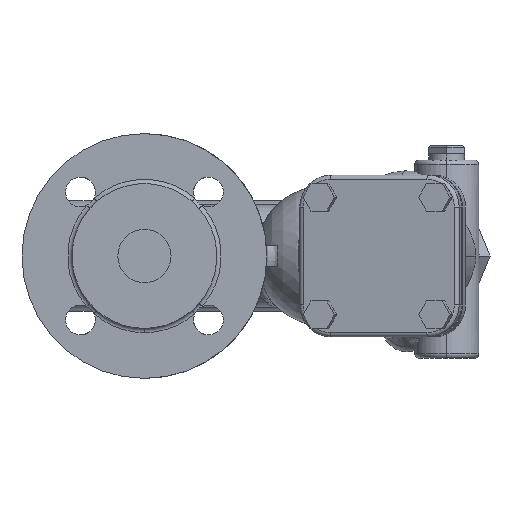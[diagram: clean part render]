
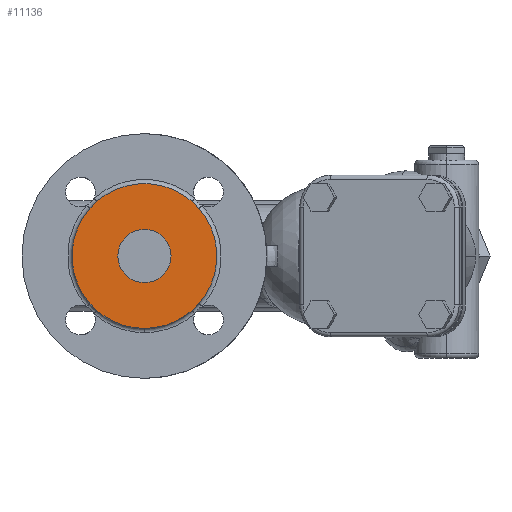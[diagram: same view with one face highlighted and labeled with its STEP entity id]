
A CAD part, left-side view. The second image highlights one B-rep face of the part: STEP entity #11136.
In plain terms, the highlighted planar face has unit normal (-1, 0, 0).
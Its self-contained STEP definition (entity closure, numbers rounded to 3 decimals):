
#2610 = EDGE_CURVE ( 'NONE', #17052, #16626, #15524, .T. ) ;
#2759 = EDGE_CURVE ( 'NONE', #17056, #17057, #15679, .T. ) ;
#2765 = EDGE_CURVE ( 'NONE', #17027, #17052, #15683, .T. ) ;
#2857 = EDGE_CURVE ( 'NONE', #17057, #17056, #15773, .T. ) ;
#2858 = EDGE_CURVE ( 'NONE', #16632, #16631, #15774, .T. ) ;
#2859 = EDGE_CURVE ( 'NONE', #16626, #16632, #15775, .T. ) ;
#2860 = EDGE_CURVE ( 'NONE', #16630, #16629, #15776, .T. ) ;
#2861 = EDGE_CURVE ( 'NONE', #16628, #16627, #15778, .T. ) ;
#2862 = EDGE_CURVE ( 'NONE', #16629, #16628, #15779, .T. ) ;
#2863 = EDGE_CURVE ( 'NONE', #16627, #17027, #15780, .T. ) ;
#2865 = EDGE_CURVE ( 'NONE', #16631, #16630, #15784, .T. ) ;
#3684 = CARTESIAN_POINT ( 'NONE',  ( -58., 0., 0. ) ) ;
#3685 = PLANE ( 'NONE',  #12373 ) ;
#3687 = DIRECTION ( 'NONE',  ( 1., 0., 0. ) ) ;
#3688 = DIRECTION ( 'NONE',  ( 0., 0., -1. ) ) ;
#5752 = EDGE_LOOP ( 'NONE', ( #13150, #13164, #13168, #13161, #13158, #13160, #13170, #13181, #13185 ) ) ;
#5753 = EDGE_LOOP ( 'NONE', ( #13184, #13183 ) ) ;
#6797 = CARTESIAN_POINT ( 'NONE',  ( -58., 0., 0. ) ) ;
#6814 = DIRECTION ( 'NONE',  ( 1., 0., 0. ) ) ;
#6816 = DIRECTION ( 'NONE',  ( 0., 0., -1. ) ) ;
#6883 = CARTESIAN_POINT ( 'NONE',  ( -58., 0., 0. ) ) ;
#6886 = DIRECTION ( 'NONE',  ( 1., 0., 0. ) ) ;
#6887 = DIRECTION ( 'NONE',  ( 0., 0., -1. ) ) ;
#8980 = CARTESIAN_POINT ( 'NONE',  ( -58., 0., 0. ) ) ;
#8981 = DIRECTION ( 'NONE',  ( 1., 0., 0. ) ) ;
#8982 = DIRECTION ( 'NONE',  ( 0., 0., -1. ) ) ;
#11136 = ADVANCED_FACE ( 'NONE', ( #16376, #16391 ), #3685, .F. ) ;
#11397 = CARTESIAN_POINT ( 'NONE',  ( -58., 0., 0. ) ) ;
#11400 = CARTESIAN_POINT ( 'NONE',  ( -58., 0., 0. ) ) ;
#11403 = CARTESIAN_POINT ( 'NONE',  ( -58., 0., 0. ) ) ;
#11404 = DIRECTION ( 'NONE',  ( 1., 0., 0. ) ) ;
#11405 = DIRECTION ( 'NONE',  ( 0., 0., -1. ) ) ;
#11406 = CARTESIAN_POINT ( 'NONE',  ( -58., 0., 0. ) ) ;
#11407 = DIRECTION ( 'NONE',  ( 1., 0., 0. ) ) ;
#11408 = DIRECTION ( 'NONE',  ( 0., 0., -1. ) ) ;
#11409 = CARTESIAN_POINT ( 'NONE',  ( -58., 0., 0. ) ) ;
#11410 = DIRECTION ( 'NONE',  ( 1., 0., 0. ) ) ;
#11411 = DIRECTION ( 'NONE',  ( 0., 0., -1. ) ) ;
#11412 = CARTESIAN_POINT ( 'NONE',  ( -58., 0., 0. ) ) ;
#11413 = DIRECTION ( 'NONE',  ( 1., 0., 0. ) ) ;
#11414 = DIRECTION ( 'NONE',  ( 0., 0., -1. ) ) ;
#11415 = CARTESIAN_POINT ( 'NONE',  ( -58., 0., 0. ) ) ;
#11416 = DIRECTION ( 'NONE',  ( 1., 0., 0. ) ) ;
#11417 = DIRECTION ( 'NONE',  ( 0., 0., -1. ) ) ;
#11419 = DIRECTION ( 'NONE',  ( 1., 0., 0. ) ) ;
#11420 = DIRECTION ( 'NONE',  ( 0., 0., -1. ) ) ;
#11421 = CARTESIAN_POINT ( 'NONE',  ( -58., 0., 0. ) ) ;
#11422 = DIRECTION ( 'NONE',  ( 1., 0., 0. ) ) ;
#11423 = DIRECTION ( 'NONE',  ( 0., 0., -1. ) ) ;
#11428 = DIRECTION ( 'NONE',  ( 1., 0., 0. ) ) ;
#11429 = DIRECTION ( 'NONE',  ( 0., 0., -1. ) ) ;
#12042 = AXIS2_PLACEMENT_3D ( 'NONE', #8980, #8981, #8982 ) ;
#12110 = AXIS2_PLACEMENT_3D ( 'NONE', #6797, #6814, #6816 ) ;
#12111 = AXIS2_PLACEMENT_3D ( 'NONE', #6883, #6886, #6887 ) ;
#12165 = AXIS2_PLACEMENT_3D ( 'NONE', #11397, #11404, #11405 ) ;
#12166 = AXIS2_PLACEMENT_3D ( 'NONE', #11400, #11407, #11408 ) ;
#12167 = AXIS2_PLACEMENT_3D ( 'NONE', #11403, #11410, #11411 ) ;
#12168 = AXIS2_PLACEMENT_3D ( 'NONE', #11406, #11413, #11414 ) ;
#12169 = AXIS2_PLACEMENT_3D ( 'NONE', #11409, #11416, #11417 ) ;
#12170 = AXIS2_PLACEMENT_3D ( 'NONE', #11412, #11419, #11420 ) ;
#12171 = AXIS2_PLACEMENT_3D ( 'NONE', #11415, #11422, #11423 ) ;
#12173 = AXIS2_PLACEMENT_3D ( 'NONE', #11421, #11428, #11429 ) ;
#12373 = AXIS2_PLACEMENT_3D ( 'NONE', #3684, #3687, #3688 ) ;
#13150 = ORIENTED_EDGE ( 'NONE', *, *, #2610, .F. ) ;
#13158 = ORIENTED_EDGE ( 'NONE', *, *, #2862, .F. ) ;
#13160 = ORIENTED_EDGE ( 'NONE', *, *, #2860, .F. ) ;
#13161 = ORIENTED_EDGE ( 'NONE', *, *, #2861, .F. ) ;
#13164 = ORIENTED_EDGE ( 'NONE', *, *, #2765, .F. ) ;
#13168 = ORIENTED_EDGE ( 'NONE', *, *, #2863, .F. ) ;
#13170 = ORIENTED_EDGE ( 'NONE', *, *, #2865, .F. ) ;
#13181 = ORIENTED_EDGE ( 'NONE', *, *, #2858, .F. ) ;
#13183 = ORIENTED_EDGE ( 'NONE', *, *, #2857, .T. ) ;
#13184 = ORIENTED_EDGE ( 'NONE', *, *, #2759, .T. ) ;
#13185 = ORIENTED_EDGE ( 'NONE', *, *, #2859, .F. ) ;
#14054 = CARTESIAN_POINT ( 'NONE',  ( -58., 25.585, -22.393 ) ) ;
#14055 = CARTESIAN_POINT ( 'NONE',  ( -58., -22.393, -25.585 ) ) ;
#14056 = CARTESIAN_POINT ( 'NONE',  ( -58., -25.585, -22.393 ) ) ;
#14057 = CARTESIAN_POINT ( 'NONE',  ( -58., -25.585, 22.393 ) ) ;
#14058 = CARTESIAN_POINT ( 'NONE',  ( -58., -22.393, 25.585 ) ) ;
#14059 = CARTESIAN_POINT ( 'NONE',  ( -58., 22.393, 25.585 ) ) ;
#14060 = CARTESIAN_POINT ( 'NONE',  ( -58., 25.585, 22.393 ) ) ;
#14455 = CARTESIAN_POINT ( 'NONE',  ( -58., 0., -34. ) ) ;
#14480 = CARTESIAN_POINT ( 'NONE',  ( -58., 22.393, -25.585 ) ) ;
#14484 = CARTESIAN_POINT ( 'NONE',  ( -58., 0., 12.5 ) ) ;
#14485 = CARTESIAN_POINT ( 'NONE',  ( -58., 0., -12.5 ) ) ;
#15524 = CIRCLE ( 'NONE', #12042, 34. ) ;
#15679 = CIRCLE ( 'NONE', #12110, 12.5 ) ;
#15683 = CIRCLE ( 'NONE', #12111, 34. ) ;
#15773 = CIRCLE ( 'NONE', #12165, 12.5 ) ;
#15774 = CIRCLE ( 'NONE', #12166, 34. ) ;
#15775 = CIRCLE ( 'NONE', #12167, 34. ) ;
#15776 = CIRCLE ( 'NONE', #12168, 34. ) ;
#15778 = CIRCLE ( 'NONE', #12169, 34. ) ;
#15779 = CIRCLE ( 'NONE', #12170, 34. ) ;
#15780 = CIRCLE ( 'NONE', #12171, 34. ) ;
#15784 = CIRCLE ( 'NONE', #12173, 34. ) ;
#16376 = FACE_OUTER_BOUND ( 'NONE', #5752, .T. ) ;
#16391 = FACE_BOUND ( 'NONE', #5753, .T. ) ;
#16626 = VERTEX_POINT ( 'NONE', #14054 ) ;
#16627 = VERTEX_POINT ( 'NONE', #14055 ) ;
#16628 = VERTEX_POINT ( 'NONE', #14056 ) ;
#16629 = VERTEX_POINT ( 'NONE', #14057 ) ;
#16630 = VERTEX_POINT ( 'NONE', #14058 ) ;
#16631 = VERTEX_POINT ( 'NONE', #14059 ) ;
#16632 = VERTEX_POINT ( 'NONE', #14060 ) ;
#17027 = VERTEX_POINT ( 'NONE', #14455 ) ;
#17052 = VERTEX_POINT ( 'NONE', #14480 ) ;
#17056 = VERTEX_POINT ( 'NONE', #14484 ) ;
#17057 = VERTEX_POINT ( 'NONE', #14485 ) ;
